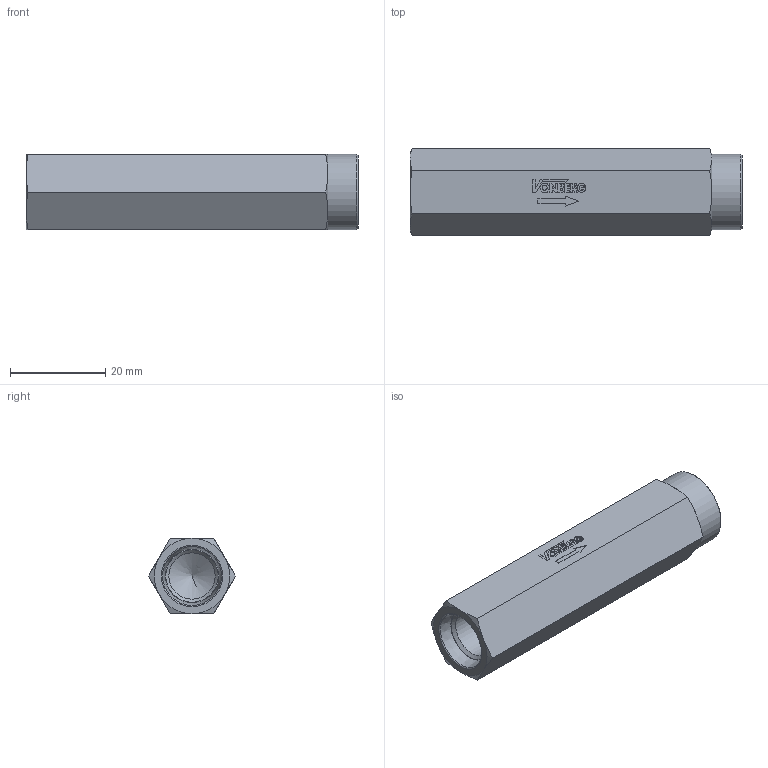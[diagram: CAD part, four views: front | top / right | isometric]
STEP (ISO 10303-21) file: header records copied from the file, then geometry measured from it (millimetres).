
FILE_DESCRIPTION((''),'2;1');
FILE_NAME('28000-204.stp','2015-02-13T10:46:03',('jml'),(''),'Autodesk Inventor 2010','Autodesk Inventor 2010','');
FILE_SCHEMA(('AUTOMOTIVE_DESIGN { 1 0 10303 214 1 1 1 1 }'));
Length unit declared in the file: inch
Products named in the file (1): 221219
Bounding box: 69.85 x 18.33 x 15.88 mm (x, y, z)
Volume: 12682.8 mm3; surface area: 5072.9 mm2
Topology: 1 solids, 1 shells, 132 faces, 328 edges, 213 vertices
Faces by surface type: plane 93, cone 17, cylinder 16, bspline 4, torus 2
Full cylindrical faces by diameter (mm): 1.044 x1, 15.875 x1
Entity records: 3919 total; most frequent: CARTESIAN_POINT 767, ORIENTED_EDGE 620, DIRECTION 600, EDGE_CURVE 310, VECTOR 230, LINE 230, VERTEX_POINT 208, AXIS2_PLACEMENT_3D 185
